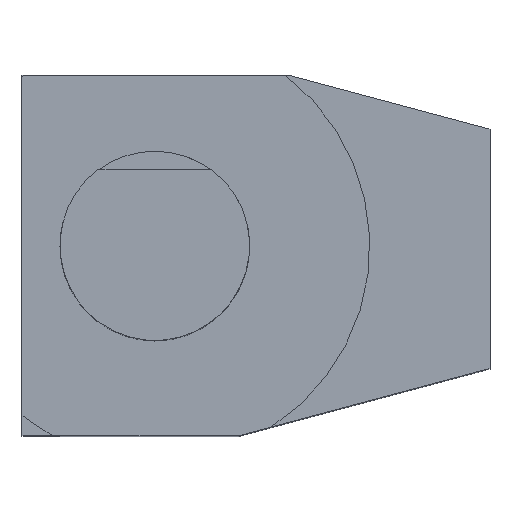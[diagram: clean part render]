
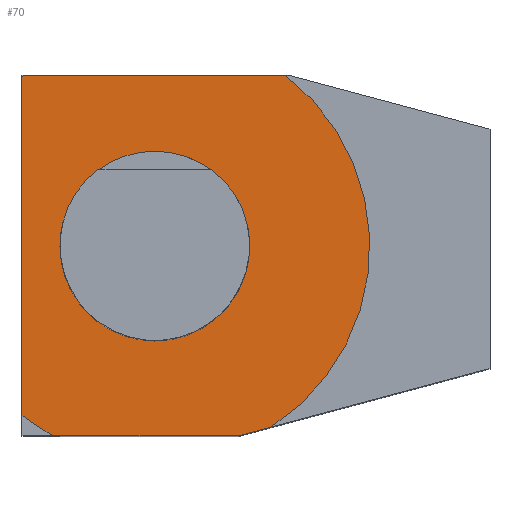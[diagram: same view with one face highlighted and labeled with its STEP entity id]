
A CAD part, top view. The second image highlights one B-rep face of the part: STEP entity #70.
In plain terms, the highlighted planar face has unit normal (0, 0, 1).
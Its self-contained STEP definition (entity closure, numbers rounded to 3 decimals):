
#70=ADVANCED_FACE('',(#127),#105,.F.);
#105=PLANE('',#657);
#127=FACE_OUTER_BOUND('',#157,.T.);
#157=EDGE_LOOP('',(#224,#225,#226,#227,#228,#229,#230));
#197=CIRCLE('',#654,34.);
#198=CIRCLE('',#655,34.);
#199=CIRCLE('',#656,34.);
#224=ORIENTED_EDGE('',*,*,#441,.T.);
#225=ORIENTED_EDGE('',*,*,#442,.F.);
#226=ORIENTED_EDGE('',*,*,#443,.T.);
#227=ORIENTED_EDGE('',*,*,#444,.T.);
#228=ORIENTED_EDGE('',*,*,#445,.F.);
#229=ORIENTED_EDGE('',*,*,#446,.T.);
#230=ORIENTED_EDGE('',*,*,#447,.F.);
#386=VERTEX_POINT('',#907);
#387=VERTEX_POINT('',#908);
#388=VERTEX_POINT('',#910);
#389=VERTEX_POINT('',#912);
#390=VERTEX_POINT('',#914);
#391=VERTEX_POINT('',#916);
#392=VERTEX_POINT('',#918);
#441=EDGE_CURVE('',#386,#387,#522,.T.);
#442=EDGE_CURVE('',#388,#387,#197,.T.);
#443=EDGE_CURVE('',#388,#389,#523,.T.);
#444=EDGE_CURVE('',#389,#390,#524,.T.);
#445=EDGE_CURVE('',#391,#390,#198,.T.);
#446=EDGE_CURVE('',#391,#392,#525,.T.);
#447=EDGE_CURVE('',#386,#392,#199,.T.);
#522=LINE('',#906,#576);
#523=LINE('',#911,#577);
#524=LINE('',#913,#578);
#525=LINE('',#917,#579);
#576=VECTOR('',#724,1.);
#577=VECTOR('',#727,1.);
#578=VECTOR('',#728,1.);
#579=VECTOR('',#731,1.);
#654=AXIS2_PLACEMENT_3D('',#909,#725,#726);
#655=AXIS2_PLACEMENT_3D('',#915,#729,#730);
#656=AXIS2_PLACEMENT_3D('',#919,#732,#733);
#657=AXIS2_PLACEMENT_3D('',#920,#734,#735);
#724=DIRECTION('',(0.,-1.,0.));
#725=DIRECTION('',(0.,0.,-1.));
#726=DIRECTION('',(0.,1.,0.));
#727=DIRECTION('',(1.,0.,0.));
#728=DIRECTION('',(0.966,0.259,0.));
#729=DIRECTION('',(0.,0.,-1.));
#730=DIRECTION('',(0.,1.,0.));
#731=DIRECTION('',(-1.,0.,0.));
#732=DIRECTION('',(0.,0.,-1.));
#733=DIRECTION('',(0.,1.,0.));
#734=DIRECTION('',(0.,0.,-1.));
#735=DIRECTION('',(0.,-1.,0.));
#906=CARTESIAN_POINT('',(-21.,34.,0.));
#907=CARTESIAN_POINT('',(-21.,26.739,0.));
#908=CARTESIAN_POINT('',(-21.,-26.739,0.));
#909=CARTESIAN_POINT('',(0.,0.,0.));
#910=CARTESIAN_POINT('',(-16.,-30.,0.));
#911=CARTESIAN_POINT('',(0.,-30.,0.));
#912=CARTESIAN_POINT('',(13.222,-30.,0.));
#913=CARTESIAN_POINT('',(16.886,-29.018,0.));
#914=CARTESIAN_POINT('',(18.342,-28.628,0.));
#915=CARTESIAN_POINT('',(0.,0.,0.));
#916=CARTESIAN_POINT('',(20.664,27.,0.));
#917=CARTESIAN_POINT('',(0.,27.,0.));
#918=CARTESIAN_POINT('',(-20.664,27.,0.));
#919=CARTESIAN_POINT('',(0.,0.,0.));
#920=CARTESIAN_POINT('',(0.,34.,0.));
